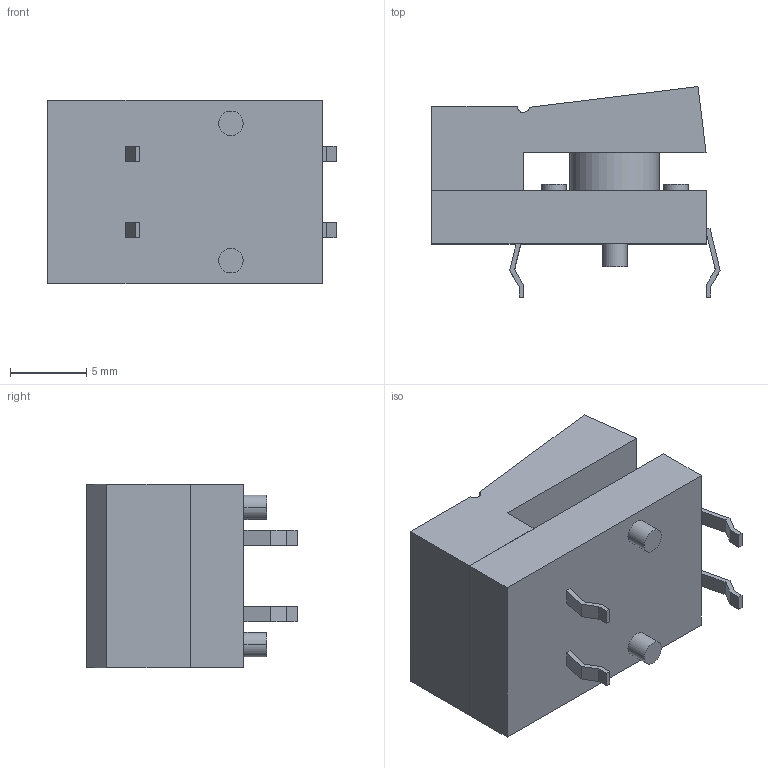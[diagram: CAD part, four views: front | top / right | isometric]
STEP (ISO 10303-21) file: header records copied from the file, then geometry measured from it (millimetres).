
FILE_DESCRIPTION(('STEP AP242'),'1');
FILE_NAME('b3j-1100.stp','2022-06-25T00:04:23',('TraceParts'),('TraceParts S.A.'),'Spatial InterOp 3D',' ',' ');
FILE_SCHEMA(('AP242_MANAGED_MODEL_BASED_3D_ENGINEERING_MIM_LF {1 0 10303 442 1 1 4}'));
Length unit declared in the file: millimetre
Products named in the file (1): b3j-1100_1
Bounding box: 18.9 x 13.8 x 12 mm (x, y, z)
Volume: 1738.5 mm3; surface area: 1483.9 mm2
Topology: 2 solids, 2 shells, 75 faces, 180 edges, 120 vertices
Faces by surface type: plane 60, cylinder 15
Entity records: 2337 total; most frequent: CARTESIAN_POINT 377, DIRECTION 364, ORIENTED_EDGE 360, EDGE_CURVE 180, LINE 150, VECTOR 150, VERTEX_POINT 120, AXIS2_PLACEMENT_3D 107
